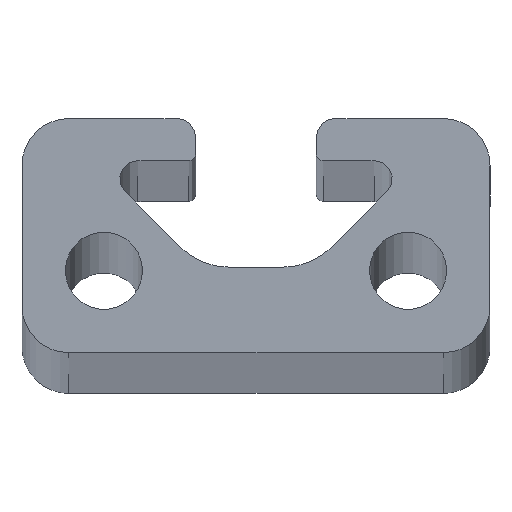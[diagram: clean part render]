
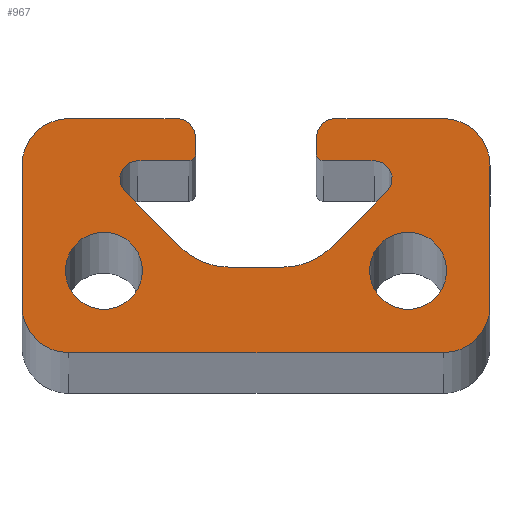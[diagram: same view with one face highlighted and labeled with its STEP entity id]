
A CAD part, top view. The second image highlights one B-rep face of the part: STEP entity #967.
In plain terms, the highlighted planar face has unit normal (0, 0, 1).
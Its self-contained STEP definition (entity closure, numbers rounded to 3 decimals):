
#73=CARTESIAN_POINT('',(3.15,3.5,1000.0));
#74=VERTEX_POINT('',#73);
#75=CARTESIAN_POINT('',(1.5,3.5,1000.0));
#76=DIRECTION('',(0.0,0.0,-1.0));
#77=DIRECTION('',(-1.0,0.0,0.0));
#78=AXIS2_PLACEMENT_3D('',#75,#76,#77);
#79=CIRCLE('',#78,1.65);
#80=EDGE_CURVE('',#74,#74,#79,.T.);
#101=CARTESIAN_POINT('',(16.15,3.5,1000.0));
#102=VERTEX_POINT('',#101);
#103=CARTESIAN_POINT('',(14.5,3.5,1000.0));
#104=DIRECTION('',(0.0,0.0,-1.0));
#105=DIRECTION('',(-1.0,0.0,0.0));
#106=AXIS2_PLACEMENT_3D('',#103,#104,#105);
#107=CIRCLE('',#106,1.65);
#108=EDGE_CURVE('',#102,#102,#107,.T.);
#129=CARTESIAN_POINT('',(-2.,2.,1000.0));
#130=VERTEX_POINT('',#129);
#131=CARTESIAN_POINT('',(-2.,8.,1000.0));
#132=VERTEX_POINT('',#131);
#133=CARTESIAN_POINT('',(-2.,2.,1000.0));
#134=DIRECTION('',(0.,1.0,0.0));
#135=VECTOR('',#134,6.);
#136=LINE('',#133,#135);
#137=EDGE_CURVE('',#130,#132,#136,.T.);
#169=CARTESIAN_POINT('',(0.,10.,1000.0));
#170=VERTEX_POINT('',#169);
#171=CARTESIAN_POINT('',(0.,8.,1000.0));
#172=DIRECTION('',(0.0,0.0,-1.0));
#173=DIRECTION('',(0.0,1.0,0.0));
#174=AXIS2_PLACEMENT_3D('',#171,#172,#173);
#175=CIRCLE('',#174,2.);
#176=EDGE_CURVE('',#132,#170,#175,.T.);
#202=CARTESIAN_POINT('',(4.625,10.,1000.0));
#203=VERTEX_POINT('',#202);
#204=CARTESIAN_POINT('',(0.,10.,1000.0));
#205=DIRECTION('',(1.0,0.,0.0));
#206=VECTOR('',#205,4.625);
#207=LINE('',#204,#206);
#208=EDGE_CURVE('',#170,#203,#207,.T.);
#233=CARTESIAN_POINT('',(5.425,9.2,1000.0));
#234=VERTEX_POINT('',#233);
#235=CARTESIAN_POINT('',(4.625,9.2,1000.0));
#236=DIRECTION('',(0.0,0.0,-1.0));
#237=DIRECTION('',(1.0,0.,0.0));
#238=AXIS2_PLACEMENT_3D('',#235,#236,#237);
#239=CIRCLE('',#238,0.8);
#240=EDGE_CURVE('',#203,#234,#239,.T.);
#266=CARTESIAN_POINT('',(5.425,8.5,1000.0));
#267=VERTEX_POINT('',#266);
#268=CARTESIAN_POINT('',(5.425,9.2,1000.0));
#269=DIRECTION('',(0.0,-1.0,0.0));
#270=VECTOR('',#269,0.7);
#271=LINE('',#268,#270);
#272=EDGE_CURVE('',#234,#267,#271,.T.);
#297=CARTESIAN_POINT('',(5.125,8.2,1000.0));
#298=VERTEX_POINT('',#297);
#299=CARTESIAN_POINT('',(5.125,8.5,1000.0));
#300=DIRECTION('',(0.0,0.0,-1.));
#301=DIRECTION('',(0.,-1.,0.0));
#302=AXIS2_PLACEMENT_3D('',#299,#300,#301);
#303=CIRCLE('',#302,0.3);
#304=EDGE_CURVE('',#267,#298,#303,.T.);
#330=CARTESIAN_POINT('',(2.956,8.2,1000.0));
#331=VERTEX_POINT('',#330);
#332=CARTESIAN_POINT('',(5.125,8.2,1000.0));
#333=DIRECTION('',(-1.,0.,0.0));
#334=VECTOR('',#333,2.169);
#335=LINE('',#332,#334);
#336=EDGE_CURVE('',#298,#331,#335,.T.);
#361=CARTESIAN_POINT('',(2.404,6.868,1000.0));
#362=VERTEX_POINT('',#361);
#363=CARTESIAN_POINT('',(2.956,7.42,1000.0));
#364=DIRECTION('',(0.0,0.0,1.));
#365=DIRECTION('',(0.,-1.,0.0));
#366=AXIS2_PLACEMENT_3D('',#363,#364,#365);
#367=CIRCLE('',#366,0.78);
#368=EDGE_CURVE('',#331,#362,#367,.T.);
#394=CARTESIAN_POINT('',(4.744,4.529,1000.0));
#395=VERTEX_POINT('',#394);
#396=CARTESIAN_POINT('',(2.404,6.868,1000.0));
#397=DIRECTION('',(0.707,-0.707,0.0));
#398=VECTOR('',#397,3.309);
#399=LINE('',#396,#398);
#400=EDGE_CURVE('',#362,#395,#399,.T.);
#425=CARTESIAN_POINT('',(6.865,3.65,1000.0));
#426=VERTEX_POINT('',#425);
#427=CARTESIAN_POINT('',(6.865,6.65,1000.0));
#428=DIRECTION('',(0.0,0.0,1.0));
#429=DIRECTION('',(0.707,0.707,0.0));
#430=AXIS2_PLACEMENT_3D('',#427,#428,#429);
#431=CIRCLE('',#430,3.);
#432=EDGE_CURVE('',#395,#426,#431,.T.);
#458=CARTESIAN_POINT('',(9.135,3.65,1000.0));
#459=VERTEX_POINT('',#458);
#460=CARTESIAN_POINT('',(6.865,3.65,1000.0));
#461=DIRECTION('',(1.0,0.,0.0));
#462=VECTOR('',#461,2.269);
#463=LINE('',#460,#462);
#464=EDGE_CURVE('',#426,#459,#463,.T.);
#489=CARTESIAN_POINT('',(11.256,4.529,1000.0));
#490=VERTEX_POINT('',#489);
#491=CARTESIAN_POINT('',(9.135,6.65,1000.0));
#492=DIRECTION('',(0.0,0.0,1.0));
#493=DIRECTION('',(0.,1.0,0.0));
#494=AXIS2_PLACEMENT_3D('',#491,#492,#493);
#495=CIRCLE('',#494,3.);
#496=EDGE_CURVE('',#459,#490,#495,.T.);
#522=CARTESIAN_POINT('',(13.596,6.868,1000.0));
#523=VERTEX_POINT('',#522);
#524=CARTESIAN_POINT('',(11.256,4.529,1000.0));
#525=DIRECTION('',(0.707,0.707,0.0));
#526=VECTOR('',#525,3.309);
#527=LINE('',#524,#526);
#528=EDGE_CURVE('',#490,#523,#527,.T.);
#553=CARTESIAN_POINT('',(13.044,8.2,1000.0));
#554=VERTEX_POINT('',#553);
#555=CARTESIAN_POINT('',(13.044,7.42,1000.0));
#556=DIRECTION('',(0.0,0.0,1.));
#557=DIRECTION('',(-0.707,0.707,0.0));
#558=AXIS2_PLACEMENT_3D('',#555,#556,#557);
#559=CIRCLE('',#558,0.78);
#560=EDGE_CURVE('',#523,#554,#559,.T.);
#586=CARTESIAN_POINT('',(10.875,8.2,1000.0));
#587=VERTEX_POINT('',#586);
#588=CARTESIAN_POINT('',(13.044,8.2,1000.0));
#589=DIRECTION('',(-1.,0.,0.0));
#590=VECTOR('',#589,2.169);
#591=LINE('',#588,#590);
#592=EDGE_CURVE('',#554,#587,#591,.T.);
#617=CARTESIAN_POINT('',(10.575,8.5,1000.0));
#618=VERTEX_POINT('',#617);
#619=CARTESIAN_POINT('',(10.875,8.5,1000.0));
#620=DIRECTION('',(0.0,0.0,-1.0));
#621=DIRECTION('',(-1.0,0.0,0.0));
#622=AXIS2_PLACEMENT_3D('',#619,#620,#621);
#623=CIRCLE('',#622,0.3);
#624=EDGE_CURVE('',#587,#618,#623,.T.);
#650=CARTESIAN_POINT('',(10.575,9.2,1000.0));
#651=VERTEX_POINT('',#650);
#652=CARTESIAN_POINT('',(10.575,8.5,1000.0));
#653=DIRECTION('',(0.0,1.0,0.0));
#654=VECTOR('',#653,0.7);
#655=LINE('',#652,#654);
#656=EDGE_CURVE('',#618,#651,#655,.T.);
#681=CARTESIAN_POINT('',(11.375,10.,1000.0));
#682=VERTEX_POINT('',#681);
#683=CARTESIAN_POINT('',(11.375,9.2,1000.0));
#684=DIRECTION('',(0.0,0.0,-1.0));
#685=DIRECTION('',(0.,1.0,0.0));
#686=AXIS2_PLACEMENT_3D('',#683,#684,#685);
#687=CIRCLE('',#686,0.8);
#688=EDGE_CURVE('',#651,#682,#687,.T.);
#714=CARTESIAN_POINT('',(16.,10.0,1000.0));
#715=VERTEX_POINT('',#714);
#716=CARTESIAN_POINT('',(11.375,10.,1000.0));
#717=DIRECTION('',(1.0,0.,0.0));
#718=VECTOR('',#717,4.625);
#719=LINE('',#716,#718);
#720=EDGE_CURVE('',#682,#715,#719,.T.);
#745=CARTESIAN_POINT('',(18.,8.,1000.0));
#746=VERTEX_POINT('',#745);
#747=CARTESIAN_POINT('',(16.,8.,1000.0));
#748=DIRECTION('',(0.0,0.0,-1.0));
#749=DIRECTION('',(1.0,0.,0.0));
#750=AXIS2_PLACEMENT_3D('',#747,#748,#749);
#751=CIRCLE('',#750,2.);
#752=EDGE_CURVE('',#715,#746,#751,.T.);
#778=CARTESIAN_POINT('',(18.,2.,1000.0));
#779=VERTEX_POINT('',#778);
#780=CARTESIAN_POINT('',(18.,8.,1000.0));
#781=DIRECTION('',(0.,-1.0,0.0));
#782=VECTOR('',#781,6.);
#783=LINE('',#780,#782);
#784=EDGE_CURVE('',#746,#779,#783,.T.);
#809=CARTESIAN_POINT('',(16.,0.0,1000.0));
#810=VERTEX_POINT('',#809);
#811=CARTESIAN_POINT('',(16.,2.,1000.0));
#812=DIRECTION('',(0.0,0.0,-1.0));
#813=DIRECTION('',(0.0,-1.0,0.0));
#814=AXIS2_PLACEMENT_3D('',#811,#812,#813);
#815=CIRCLE('',#814,2.);
#816=EDGE_CURVE('',#779,#810,#815,.T.);
#842=CARTESIAN_POINT('',(0.0,0.0,1000.0));
#843=VERTEX_POINT('',#842);
#844=CARTESIAN_POINT('',(16.,0.0,1000.0));
#845=DIRECTION('',(-1.0,0.0,0.0));
#846=VECTOR('',#845,16.);
#847=LINE('',#844,#846);
#848=EDGE_CURVE('',#810,#843,#847,.T.);
#873=CARTESIAN_POINT('',(0.0,2.,1000.0));
#874=DIRECTION('',(0.0,0.0,-1.0));
#875=DIRECTION('',(-1.0,0.0,0.0));
#876=AXIS2_PLACEMENT_3D('',#873,#874,#875);
#877=CIRCLE('',#876,2.);
#878=EDGE_CURVE('',#843,#130,#877,.T.);
#930=CARTESIAN_POINT('',(8.,5.09,1000.0));
#931=DIRECTION('',(0.0,0.0,1.0));
#932=DIRECTION('',(1.0,0.0,0.0));
#933=AXIS2_PLACEMENT_3D('',#930,#931,#932);
#934=PLANE('',#933);
#935=ORIENTED_EDGE('',*,*,#137,.F.);
#936=ORIENTED_EDGE('',*,*,#878,.F.);
#937=ORIENTED_EDGE('',*,*,#848,.F.);
#938=ORIENTED_EDGE('',*,*,#816,.F.);
#939=ORIENTED_EDGE('',*,*,#784,.F.);
#940=ORIENTED_EDGE('',*,*,#752,.F.);
#941=ORIENTED_EDGE('',*,*,#720,.F.);
#942=ORIENTED_EDGE('',*,*,#688,.F.);
#943=ORIENTED_EDGE('',*,*,#656,.F.);
#944=ORIENTED_EDGE('',*,*,#624,.F.);
#945=ORIENTED_EDGE('',*,*,#592,.F.);
#946=ORIENTED_EDGE('',*,*,#560,.F.);
#947=ORIENTED_EDGE('',*,*,#528,.F.);
#948=ORIENTED_EDGE('',*,*,#496,.F.);
#949=ORIENTED_EDGE('',*,*,#464,.F.);
#950=ORIENTED_EDGE('',*,*,#432,.F.);
#951=ORIENTED_EDGE('',*,*,#400,.F.);
#952=ORIENTED_EDGE('',*,*,#368,.F.);
#953=ORIENTED_EDGE('',*,*,#336,.F.);
#954=ORIENTED_EDGE('',*,*,#304,.F.);
#955=ORIENTED_EDGE('',*,*,#272,.F.);
#956=ORIENTED_EDGE('',*,*,#240,.F.);
#957=ORIENTED_EDGE('',*,*,#208,.F.);
#958=ORIENTED_EDGE('',*,*,#176,.F.);
#959=EDGE_LOOP('',(#935,#936,#937,#938,#939,#940,#941,#942,#943,#944,#945,#946,#947,#948,#949,#950,#951,#952,#953,#954,#955,#956,#957,#958));
#960=FACE_OUTER_BOUND('',#959,.T.);
#961=ORIENTED_EDGE('',*,*,#80,.T.);
#962=EDGE_LOOP('',(#961));
#963=FACE_BOUND('',#962,.T.);
#964=ORIENTED_EDGE('',*,*,#108,.T.);
#965=EDGE_LOOP('',(#964));
#966=FACE_BOUND('',#965,.T.);
#967=ADVANCED_FACE('',(#960,#963,#966),#934,.T.);
